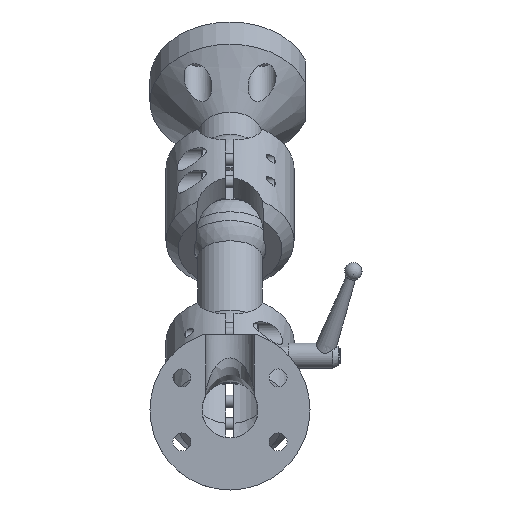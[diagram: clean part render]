
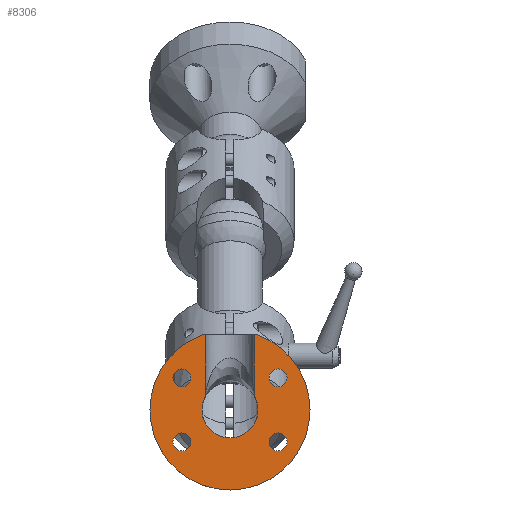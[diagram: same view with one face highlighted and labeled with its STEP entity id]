
A CAD part, top view. The second image highlights one B-rep face of the part: STEP entity #8306.
In plain terms, the highlighted planar face has unit normal (0, 0, 1).
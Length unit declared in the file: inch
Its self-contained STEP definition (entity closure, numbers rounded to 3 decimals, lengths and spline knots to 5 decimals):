
#74 = ORIENTED_EDGE ( 'NONE', *, *, #9225, .F. ) ;
#263 = CARTESIAN_POINT ( 'NONE',  ( 0.42563, 1.02137, -0.45765 ) ) ;
#328 = DIRECTION ( 'NONE',  ( 1., 0., 0. ) ) ;
#390 = VERTEX_POINT ( 'NONE', #1398 ) ;
#649 = CARTESIAN_POINT ( 'NONE',  ( 0.74916, -0.65363, -0.45765 ) ) ;
#829 = EDGE_CURVE ( 'NONE', #8015, #8015, #6524, .T. ) ;
#932 = DIRECTION ( 'NONE',  ( 0., 1., 0. ) ) ;
#1085 = VERTEX_POINT ( 'NONE', #9063 ) ;
#1143 = VERTEX_POINT ( 'NONE', #12353 ) ;
#1250 = CARTESIAN_POINT ( 'NONE',  ( 0.74916, 0.34637, -0.45765 ) ) ;
#1392 = VECTOR ( 'NONE', #10408, 39.37008 ) ;
#1398 = CARTESIAN_POINT ( 'NONE',  ( 0.42563, 1.02137, -0.45765 ) ) ;
#1440 = EDGE_CURVE ( 'NONE', #12972, #390, #2868, .T. ) ;
#1879 = CARTESIAN_POINT ( 'NONE',  ( -0.38209, 0.06892, -0.45765 ) ) ;
#1907 = VECTOR ( 'NONE', #328, 39.37008 ) ;
#1947 = CARTESIAN_POINT ( 'NONE',  ( 0.37416, 1.02137, -0.45765 ) ) ;
#1956 = CARTESIAN_POINT ( 'NONE',  ( 0.74916, 0.20575, -0.45765 ) ) ;
#2006 = EDGE_LOOP ( 'NONE', ( #10433 ) ) ;
#2078 = CIRCLE ( 'NONE', #4210, 0.14062 ) ;
#2079 = ORIENTED_EDGE ( 'NONE', *, *, #4118, .T. ) ;
#2217 = CARTESIAN_POINT ( 'NONE',  ( 0.38041, 0.06892, -0.45765 ) ) ;
#2306 = FACE_BOUND ( 'NONE', #2909, .T. ) ;
#2547 = CIRCLE ( 'NONE', #4255, 0.14063 ) ;
#2646 = AXIS2_PLACEMENT_3D ( 'NONE', #1250, #4444, #11519 ) ;
#2726 = DIRECTION ( 'NONE',  ( 0., 1., 0. ) ) ;
#2728 = ORIENTED_EDGE ( 'NONE', *, *, #5583, .F. ) ;
#2868 = CIRCLE ( 'NONE', #7966, 1.25 ) ;
#2889 = ORIENTED_EDGE ( 'NONE', *, *, #10119, .F. ) ;
#2909 = EDGE_LOOP ( 'NONE', ( #6098 ) ) ;
#3372 = DIRECTION ( 'NONE',  ( 0., 0., -1. ) ) ;
#3574 = ORIENTED_EDGE ( 'NONE', *, *, #829, .T. ) ;
#3582 = CARTESIAN_POINT ( 'NONE',  ( -0.42731, 1.02137, -0.45765 ) ) ;
#4118 = EDGE_CURVE ( 'NONE', #1143, #7328, #12866, .T. ) ;
#4210 = AXIS2_PLACEMENT_3D ( 'NONE', #12487, #7395, #8525 ) ;
#4239 = ORIENTED_EDGE ( 'NONE', *, *, #8095, .T. ) ;
#4255 = AXIS2_PLACEMENT_3D ( 'NONE', #5234, #3372, #12380 ) ;
#4299 = LINE ( 'NONE', #6218, #11005 ) ;
#4376 = DIRECTION ( 'NONE',  ( 0., 0., 1. ) ) ;
#4444 = DIRECTION ( 'NONE',  ( 0., 0., -1. ) ) ;
#5098 = AXIS2_PLACEMENT_3D ( 'NONE', #8821, #6834, #10870 ) ;
#5234 = CARTESIAN_POINT ( 'NONE',  ( -0.75084, 0.34637, -0.45765 ) ) ;
#5293 = EDGE_LOOP ( 'NONE', ( #3574 ) ) ;
#5308 = AXIS2_PLACEMENT_3D ( 'NONE', #6360, #4376, #7415 ) ;
#5583 = EDGE_CURVE ( 'NONE', #1085, #5993, #8302, .T. ) ;
#5622 = EDGE_CURVE ( 'NONE', #12635, #12635, #2078, .T. ) ;
#5931 = CARTESIAN_POINT ( 'NONE',  ( -0.38977, 0.04797, -0.45765 ) ) ;
#5993 = VERTEX_POINT ( 'NONE', #12250 ) ;
#6098 = ORIENTED_EDGE ( 'NONE', *, *, #6150, .T. ) ;
#6150 = EDGE_CURVE ( 'NONE', #13095, #13095, #6680, .T. ) ;
#6169 = FACE_BOUND ( 'NONE', #5293, .T. ) ;
#6218 = CARTESIAN_POINT ( 'NONE',  ( 0.37416, -0.15363, -0.45765 ) ) ;
#6360 = CARTESIAN_POINT ( 'NONE',  ( -0.00084, -0.15363, -0.45765 ) ) ;
#6364 = CARTESIAN_POINT ( 'NONE',  ( 0.42563, 1.02137, -0.45765 ) ) ;
#6524 = CIRCLE ( 'NONE', #11804, 0.14062 ) ;
#6680 = CIRCLE ( 'NONE', #2646, 0.14063 ) ;
#6834 = DIRECTION ( 'NONE',  ( 0., 0., -1. ) ) ;
#6928 = CARTESIAN_POINT ( 'NONE',  ( -0.39904, 0.0276, -0.45765 ) ) ;
#7315 = B_SPLINE_CURVE_WITH_KNOTS ( 'NONE', 3,
 ( #11955, #1879, #5931, #6928 ),
 .UNSPECIFIED., .F., .F.,
 ( 4, 4 ),
 ( 0., 0.0017 ),
 .UNSPECIFIED. ) ;
#7327 = CARTESIAN_POINT ( 'NONE',  ( 0.39736, 0.0276, -0.45765 ) ) ;
#7328 = VERTEX_POINT ( 'NONE', #7558 ) ;
#7395 = DIRECTION ( 'NONE',  ( 0., 0., -1. ) ) ;
#7415 = DIRECTION ( 'NONE',  ( 0., -1., 0. ) ) ;
#7558 = CARTESIAN_POINT ( 'NONE',  ( -0.37584, 1.02137, -0.45765 ) ) ;
#7596 = ORIENTED_EDGE ( 'NONE', *, *, #8281, .F. ) ;
#7738 = DIRECTION ( 'NONE',  ( 0., -1., 0. ) ) ;
#7966 = AXIS2_PLACEMENT_3D ( 'NONE', #12743, #11806, #2726 ) ;
#8015 = VERTEX_POINT ( 'NONE', #11052 ) ;
#8095 = EDGE_CURVE ( 'NONE', #1085, #12032, #10808, .T. ) ;
#8248 = EDGE_CURVE ( 'NONE', #13030, #13030, #2547, .T. ) ;
#8281 = EDGE_CURVE ( 'NONE', #12972, #7328, #9354, .T. ) ;
#8302 = B_SPLINE_CURVE_WITH_KNOTS ( 'NONE', 3,
 ( #7327, #11305, #2217, #11368 ),
 .UNSPECIFIED., .F., .F.,
 ( 4, 4 ),
 ( 0., 0.0017 ),
 .UNSPECIFIED. ) ;
#8306 = ADVANCED_FACE ( 'NONE', ( #11389, #6169, #2306, #12446, #11456 ), #12176, .T. ) ;
#8525 = DIRECTION ( 'NONE',  ( 0., -1., 0. ) ) ;
#8821 = CARTESIAN_POINT ( 'NONE',  ( -0.00084, -0.15363, -0.45765 ) ) ;
#9025 = CARTESIAN_POINT ( 'NONE',  ( -0.37584, -0.15363, -0.45765 ) ) ;
#9063 = CARTESIAN_POINT ( 'NONE',  ( 0.39736, 0.0276, -0.45765 ) ) ;
#9225 = EDGE_CURVE ( 'NONE', #1143, #12032, #7315, .T. ) ;
#9350 = VERTEX_POINT ( 'NONE', #1947 ) ;
#9354 = LINE ( 'NONE', #263, #1907 ) ;
#9357 = LINE ( 'NONE', #6364, #1392 ) ;
#9417 = VECTOR ( 'NONE', #932, 39.37008 ) ;
#10119 = EDGE_CURVE ( 'NONE', #9350, #390, #9357, .T. ) ;
#10408 = DIRECTION ( 'NONE',  ( 1., 0., 0. ) ) ;
#10433 = ORIENTED_EDGE ( 'NONE', *, *, #8248, .T. ) ;
#10530 = ORIENTED_EDGE ( 'NONE', *, *, #1440, .T. ) ;
#10646 = CARTESIAN_POINT ( 'NONE',  ( -0.75084, -0.79425, -0.45765 ) ) ;
#10793 = CARTESIAN_POINT ( 'NONE',  ( -0.39904, 0.0276, -0.45765 ) ) ;
#10808 = CIRCLE ( 'NONE', #5098, 0.4375 ) ;
#10870 = DIRECTION ( 'NONE',  ( 0., 1., 0. ) ) ;
#10894 = EDGE_LOOP ( 'NONE', ( #12625 ) ) ;
#11005 = VECTOR ( 'NONE', #11252, 39.37008 ) ;
#11052 = CARTESIAN_POINT ( 'NONE',  ( 0.74916, -0.79425, -0.45765 ) ) ;
#11252 = DIRECTION ( 'NONE',  ( 0., -1., 0. ) ) ;
#11305 = CARTESIAN_POINT ( 'NONE',  ( 0.38809, 0.04797, -0.45765 ) ) ;
#11368 = CARTESIAN_POINT ( 'NONE',  ( 0.37416, 0.0904, -0.45765 ) ) ;
#11389 = FACE_BOUND ( 'NONE', #10894, .T. ) ;
#11456 = FACE_OUTER_BOUND ( 'NONE', #12033, .T. ) ;
#11519 = DIRECTION ( 'NONE',  ( 0., -1., 0. ) ) ;
#11804 = AXIS2_PLACEMENT_3D ( 'NONE', #649, #11967, #7738 ) ;
#11806 = DIRECTION ( 'NONE',  ( 0., 0., 1. ) ) ;
#11902 = CARTESIAN_POINT ( 'NONE',  ( -0.75084, 0.20575, -0.45765 ) ) ;
#11955 = CARTESIAN_POINT ( 'NONE',  ( -0.37584, 0.0904, -0.45765 ) ) ;
#11967 = DIRECTION ( 'NONE',  ( 0., 0., -1. ) ) ;
#12032 = VERTEX_POINT ( 'NONE', #10793 ) ;
#12033 = EDGE_LOOP ( 'NONE', ( #4239, #74, #2079, #7596, #10530, #2889, #12439, #2728 ) ) ;
#12176 = PLANE ( 'NONE',  #5308 ) ;
#12194 = EDGE_CURVE ( 'NONE', #9350, #5993, #4299, .T. ) ;
#12250 = CARTESIAN_POINT ( 'NONE',  ( 0.37416, 0.0904, -0.45765 ) ) ;
#12353 = CARTESIAN_POINT ( 'NONE',  ( -0.37584, 0.0904, -0.45765 ) ) ;
#12380 = DIRECTION ( 'NONE',  ( 0., -1., 0. ) ) ;
#12439 = ORIENTED_EDGE ( 'NONE', *, *, #12194, .T. ) ;
#12446 = FACE_BOUND ( 'NONE', #2006, .T. ) ;
#12487 = CARTESIAN_POINT ( 'NONE',  ( -0.75084, -0.65363, -0.45765 ) ) ;
#12625 = ORIENTED_EDGE ( 'NONE', *, *, #5622, .T. ) ;
#12635 = VERTEX_POINT ( 'NONE', #10646 ) ;
#12743 = CARTESIAN_POINT ( 'NONE',  ( -0.00084, -0.15363, -0.45765 ) ) ;
#12866 = LINE ( 'NONE', #9025, #9417 ) ;
#12972 = VERTEX_POINT ( 'NONE', #3582 ) ;
#13030 = VERTEX_POINT ( 'NONE', #11902 ) ;
#13095 = VERTEX_POINT ( 'NONE', #1956 ) ;
